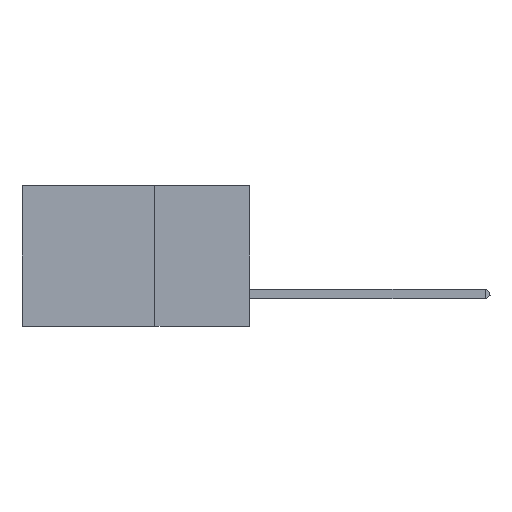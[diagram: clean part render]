
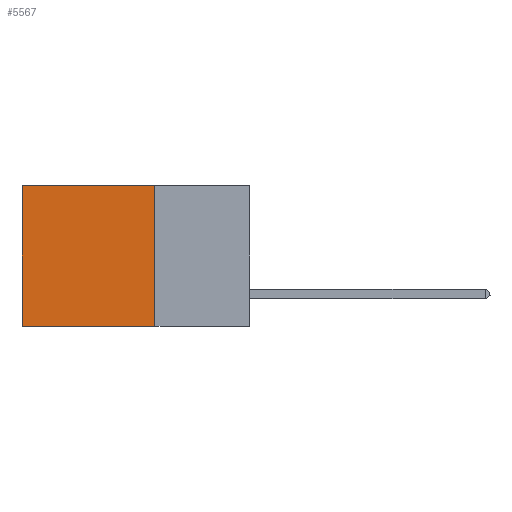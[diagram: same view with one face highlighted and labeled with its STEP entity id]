
A CAD part, left-side view. The second image highlights one B-rep face of the part: STEP entity #5567.
In plain terms, the highlighted planar face has unit normal (-1, 0, 0).
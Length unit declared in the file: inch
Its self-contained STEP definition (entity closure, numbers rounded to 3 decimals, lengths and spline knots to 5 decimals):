
#1537 = CARTESIAN_POINT ( 'NONE',  ( 0.2875, 0.25, 0. ) ) ;
#1930 = ORIENTED_EDGE ( 'NONE', *, *, #21797, .T. ) ;
#2299 = CARTESIAN_POINT ( 'NONE',  ( 0.2875, 0.25, 0. ) ) ;
#2472 = DIRECTION ( 'NONE',  ( 0., 1., 0. ) ) ;
#2671 = LINE ( 'NONE', #14707, #8465 ) ;
#3613 = EDGE_CURVE ( 'NONE', #19808, #8124, #21556, .T. ) ;
#3925 = CARTESIAN_POINT ( 'NONE',  ( 0.2875, 0.6, -0.37 ) ) ;
#4336 = CARTESIAN_POINT ( 'NONE',  ( 0.2875, 0.25, 0. ) ) ;
#5248 = ORIENTED_EDGE ( 'NONE', *, *, #12639, .F. ) ;
#5567 = ADVANCED_FACE ( 'NONE', ( #26825 ), #6442, .F. ) ;
#6442 = PLANE ( 'NONE',  #20450 ) ;
#8124 = VERTEX_POINT ( 'NONE', #21061 ) ;
#8339 = CARTESIAN_POINT ( 'NONE',  ( 0.2875, 0.25, 0. ) ) ;
#8465 = VECTOR ( 'NONE', #11516, 39.37008 ) ;
#8525 = DIRECTION ( 'NONE',  ( 0., 0., -1. ) ) ;
#8565 = ORIENTED_EDGE ( 'NONE', *, *, #3613, .F. ) ;
#8837 = ORIENTED_EDGE ( 'NONE', *, *, #10825, .T. ) ;
#10825 = EDGE_CURVE ( 'NONE', #24596, #18575, #19438, .T. ) ;
#11516 = DIRECTION ( 'NONE',  ( 0., 1., 0. ) ) ;
#12639 = EDGE_CURVE ( 'NONE', #8124, #18575, #2671, .T. ) ;
#13857 = VECTOR ( 'NONE', #25079, 39.37008 ) ;
#14707 = CARTESIAN_POINT ( 'NONE',  ( 0.2875, 0.25, -0.37 ) ) ;
#16651 = DIRECTION ( 'NONE',  ( 0., 0., -1. ) ) ;
#17979 = CARTESIAN_POINT ( 'NONE',  ( 0.2875, 0.6, 0. ) ) ;
#18575 = VERTEX_POINT ( 'NONE', #3925 ) ;
#19155 = DIRECTION ( 'NONE',  ( 1., 0., 0. ) ) ;
#19438 = LINE ( 'NONE', #22936, #27458 ) ;
#19808 = VERTEX_POINT ( 'NONE', #4336 ) ;
#20450 = AXIS2_PLACEMENT_3D ( 'NONE', #8339, #19155, #8525 ) ;
#21061 = CARTESIAN_POINT ( 'NONE',  ( 0.2875, 0.25, -0.37 ) ) ;
#21556 = LINE ( 'NONE', #1537, #13857 ) ;
#21797 = EDGE_CURVE ( 'NONE', #19808, #24596, #22706, .T. ) ;
#22609 = EDGE_LOOP ( 'NONE', ( #8837, #5248, #8565, #1930 ) ) ;
#22706 = LINE ( 'NONE', #2299, #27720 ) ;
#22936 = CARTESIAN_POINT ( 'NONE',  ( 0.2875, 0.6, 0. ) ) ;
#24596 = VERTEX_POINT ( 'NONE', #17979 ) ;
#25079 = DIRECTION ( 'NONE',  ( 0., 0., -1. ) ) ;
#26825 = FACE_OUTER_BOUND ( 'NONE', #22609, .T. ) ;
#27458 = VECTOR ( 'NONE', #16651, 39.37008 ) ;
#27720 = VECTOR ( 'NONE', #2472, 39.37008 ) ;
